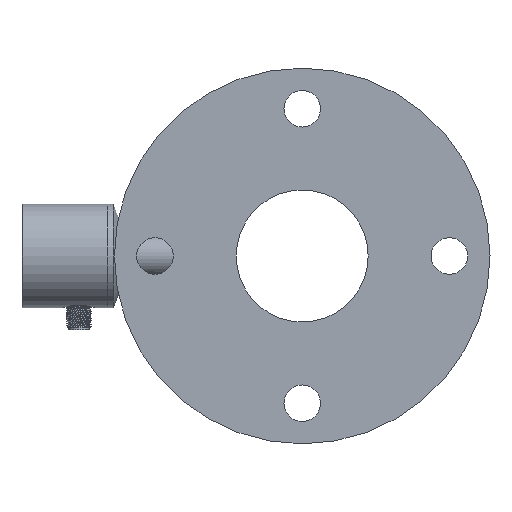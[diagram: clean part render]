
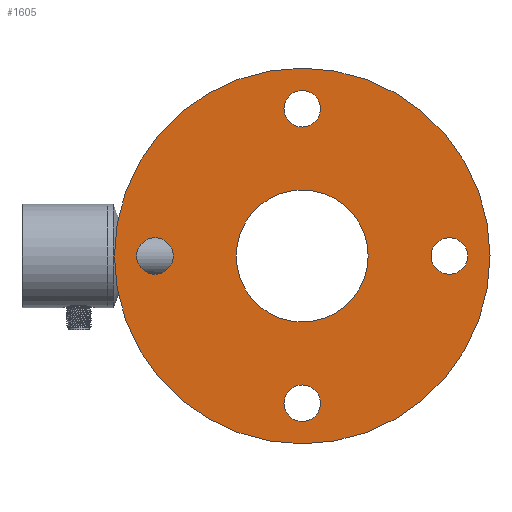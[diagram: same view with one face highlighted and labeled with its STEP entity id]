
A CAD part, front view. The second image highlights one B-rep face of the part: STEP entity #1605.
In plain terms, the highlighted planar face has unit normal (0, -1, 0).
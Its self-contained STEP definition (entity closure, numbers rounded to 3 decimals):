
#386=FACE_BOUND('',#2941,.T.);
#387=FACE_BOUND('',#2942,.T.);
#388=FACE_BOUND('',#2943,.T.);
#389=FACE_BOUND('',#2944,.T.);
#390=FACE_BOUND('',#2945,.T.);
#391=FACE_BOUND('',#2946,.T.);
#880=PLANE('',#11954);
#1605=ADVANCED_FACE('',(#386,#387,#388,#389,#390,#391),#880,.T.);
#2941=EDGE_LOOP('',(#8447));
#2942=EDGE_LOOP('',(#8448));
#2943=EDGE_LOOP('',(#8449));
#2944=EDGE_LOOP('',(#8450));
#2945=EDGE_LOOP('',(#8451));
#2946=EDGE_LOOP('',(#8452));
#8447=ORIENTED_EDGE('',*,*,#11021,.F.);
#8448=ORIENTED_EDGE('',*,*,#11025,.F.);
#8449=ORIENTED_EDGE('',*,*,#11029,.F.);
#8450=ORIENTED_EDGE('',*,*,#11054,.F.);
#8451=ORIENTED_EDGE('',*,*,#11053,.F.);
#8452=ORIENTED_EDGE('',*,*,#11055,.T.);
#9507=VERTEX_POINT('',#22500);
#9511=VERTEX_POINT('',#22510);
#9515=VERTEX_POINT('',#22520);
#9536=VERTEX_POINT('',#22610);
#9537=VERTEX_POINT('',#22613);
#9538=VERTEX_POINT('',#22615);
#11021=EDGE_CURVE('',#9507,#9507,#11200,.T.);
#11025=EDGE_CURVE('',#9511,#9511,#11204,.T.);
#11029=EDGE_CURVE('',#9515,#9515,#11208,.T.);
#11053=EDGE_CURVE('',#9536,#9536,#11223,.T.);
#11054=EDGE_CURVE('',#9537,#9537,#11224,.T.);
#11055=EDGE_CURVE('',#9538,#9538,#11225,.T.);
#11200=CIRCLE('',#11915,9.);
#11204=CIRCLE('',#11921,9.);
#11208=CIRCLE('',#11927,9.);
#11223=CIRCLE('',#11950,32.5);
#11224=CIRCLE('',#11952,9.);
#11225=CIRCLE('',#11953,92.5);
#11915=AXIS2_PLACEMENT_3D('',#22499,#14578,#14579);
#11921=AXIS2_PLACEMENT_3D('',#22509,#14590,#14591);
#11927=AXIS2_PLACEMENT_3D('',#22519,#14602,#14603);
#11950=AXIS2_PLACEMENT_3D('',#22609,#14650,#14651);
#11952=AXIS2_PLACEMENT_3D('',#22612,#14654,#14655);
#11953=AXIS2_PLACEMENT_3D('',#22614,#14656,#14657);
#11954=AXIS2_PLACEMENT_3D('',#22616,#14658,#14659);
#14578=DIRECTION('',(0.,-1.,0.));
#14579=DIRECTION('',(0.,0.,1.));
#14590=DIRECTION('',(0.,-1.,0.));
#14591=DIRECTION('',(-1.,0.,0.));
#14602=DIRECTION('',(0.,-1.,0.));
#14603=DIRECTION('',(0.,0.,-1.));
#14650=DIRECTION('',(0.,-1.,0.));
#14651=DIRECTION('',(1.,0.,0.));
#14654=DIRECTION('',(0.,-1.,0.));
#14655=DIRECTION('',(1.,0.,0.));
#14656=DIRECTION('',(0.,-1.,0.));
#14657=DIRECTION('',(1.,0.,0.));
#14658=DIRECTION('',(0.,-1.,0.));
#14659=DIRECTION('',(1.,0.,0.));
#22499=CARTESIAN_POINT('',(0.,-181.1,72.5));
#22500=CARTESIAN_POINT('',(0.,-181.1,81.5));
#22509=CARTESIAN_POINT('',(-72.5,-181.1,0.));
#22510=CARTESIAN_POINT('',(-81.5,-181.1,0.));
#22519=CARTESIAN_POINT('',(0.,-181.1,-72.5));
#22520=CARTESIAN_POINT('',(0.,-181.1,-81.5));
#22609=CARTESIAN_POINT('',(0.,-181.1,0.));
#22610=CARTESIAN_POINT('',(32.5,-181.1,0.));
#22612=CARTESIAN_POINT('',(72.5,-181.1,0.));
#22613=CARTESIAN_POINT('',(81.5,-181.1,0.));
#22614=CARTESIAN_POINT('',(0.,-181.1,0.));
#22615=CARTESIAN_POINT('',(92.5,-181.1,0.));
#22616=CARTESIAN_POINT('',(46.65,-181.1,0.));
